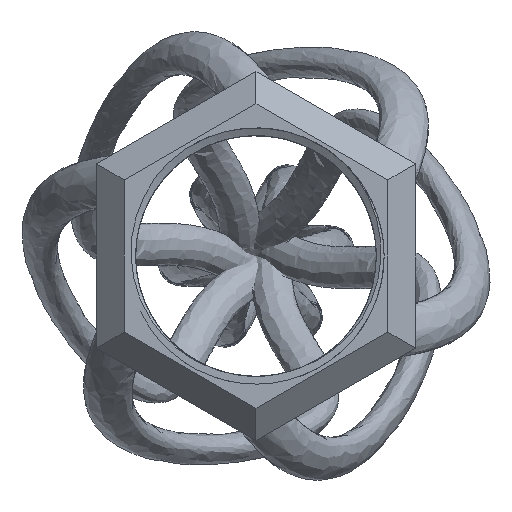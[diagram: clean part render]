
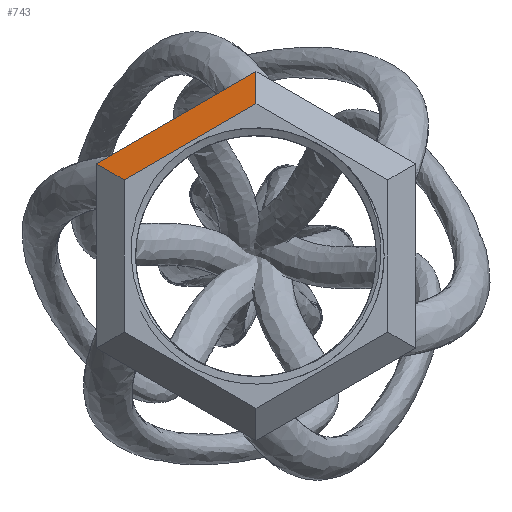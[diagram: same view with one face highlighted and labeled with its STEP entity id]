
A CAD part, left-side view. The second image highlights one B-rep face of the part: STEP entity #743.
In plain terms, the highlighted planar face has unit normal (-0.707, 0.354, 0.612).
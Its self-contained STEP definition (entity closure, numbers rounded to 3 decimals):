
#54=LINE('',#3831,#97);
#55=LINE('',#3833,#98);
#56=LINE('',#3835,#99);
#57=LINE('',#3836,#100);
#97=VECTOR('',#1010,10.);
#98=VECTOR('',#1011,10.);
#99=VECTOR('',#1012,10.);
#100=VECTOR('',#1013,10.);
#240=FACE_OUTER_BOUND('',#289,.T.);
#289=EDGE_LOOP('',(#567,#568,#569,#570));
#374=VERTEX_POINT('',#3829);
#375=VERTEX_POINT('',#3830);
#376=VERTEX_POINT('',#3832);
#377=VERTEX_POINT('',#3834);
#450=EDGE_CURVE('',#374,#375,#54,.T.);
#451=EDGE_CURVE('',#375,#376,#55,.T.);
#452=EDGE_CURVE('',#376,#377,#56,.T.);
#453=EDGE_CURVE('',#374,#377,#57,.T.);
#567=ORIENTED_EDGE('',*,*,#450,.T.);
#568=ORIENTED_EDGE('',*,*,#451,.T.);
#569=ORIENTED_EDGE('',*,*,#452,.T.);
#570=ORIENTED_EDGE('',*,*,#453,.F.);
#701=PLANE('',#889);
#743=ADVANCED_FACE('',(#240),#701,.T.);
#889=AXIS2_PLACEMENT_3D('',#3828,#1008,#1009);
#1008=DIRECTION('center_axis',(-0.707,0.354,0.612));
#1009=DIRECTION('ref_axis',(0.655,0.,0.756));
#1010=DIRECTION('',(0.,-0.866,0.5));
#1011=DIRECTION('',(0.655,0.,0.756));
#1012=DIRECTION('',(0.,0.866,-0.5));
#1013=DIRECTION('',(0.655,0.655,0.378));
#3828=CARTESIAN_POINT('Origin',(42.55,105.056,20.079));
#3829=CARTESIAN_POINT('',(41.05,115.706,12.198));
#3830=CARTESIAN_POINT('',(41.05,101.506,20.397));
#3831=CARTESIAN_POINT('',(41.05,104.306,18.78));
#3832=CARTESIAN_POINT('',(44.05,101.506,23.861));
#3833=CARTESIAN_POINT('',(41.05,101.506,20.397));
#3834=CARTESIAN_POINT('',(44.05,118.706,13.93));
#3835=CARTESIAN_POINT('',(44.05,105.806,21.378));
#3836=CARTESIAN_POINT('',(41.05,115.706,12.198));
